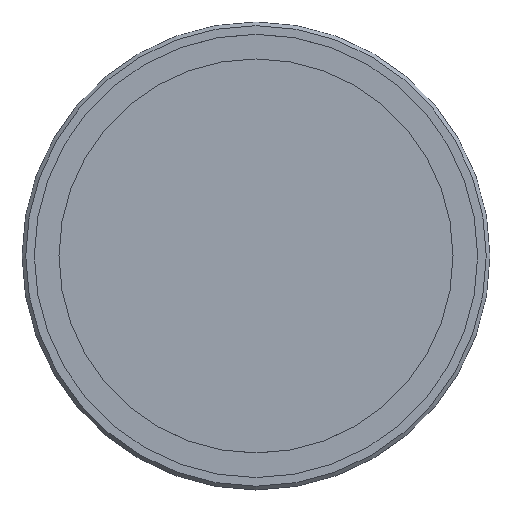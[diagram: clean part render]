
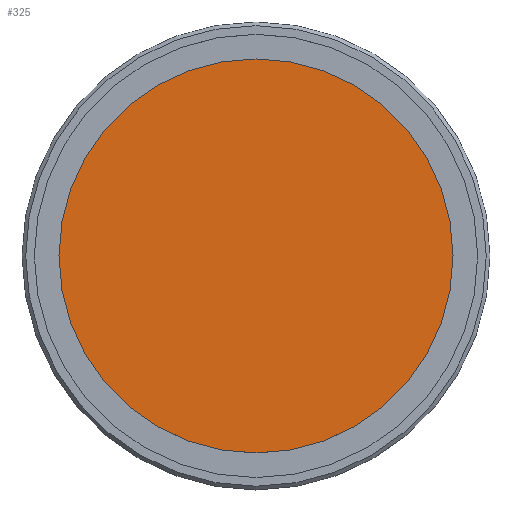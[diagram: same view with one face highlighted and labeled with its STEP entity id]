
A CAD part, top view. The second image highlights one B-rep face of the part: STEP entity #325.
In plain terms, the highlighted planar face has unit normal (0, 0, 1).
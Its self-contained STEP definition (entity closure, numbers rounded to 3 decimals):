
#9 = CARTESIAN_POINT ( 'NONE',  ( 0., 0., 12. ) ) ;
#50 = DIRECTION ( 'NONE',  ( 0., 0., 1. ) ) ;
#68 = DIRECTION ( 'NONE',  ( 0., 0., 1. ) ) ;
#76 = FACE_OUTER_BOUND ( 'NONE', #168, .T. ) ;
#115 = EDGE_CURVE ( 'NONE', #233, #233, #271, .T. ) ;
#125 = DIRECTION ( 'NONE',  ( 1., 0., 0. ) ) ;
#168 = EDGE_LOOP ( 'NONE', ( #326 ) ) ;
#188 = PLANE ( 'NONE',  #286 ) ;
#233 = VERTEX_POINT ( 'NONE', #267 ) ;
#261 = DIRECTION ( 'NONE',  ( 1., 0., 0. ) ) ;
#267 = CARTESIAN_POINT ( 'NONE',  ( 40., 0., 12. ) ) ;
#271 = CIRCLE ( 'NONE', #300, 40. ) ;
#286 = AXIS2_PLACEMENT_3D ( 'NONE', #9, #68, #125 ) ;
#300 = AXIS2_PLACEMENT_3D ( 'NONE', #342, #50, #261 ) ;
#325 = ADVANCED_FACE ( 'NONE', ( #76 ), #188, .T. ) ;
#326 = ORIENTED_EDGE ( 'NONE', *, *, #115, .T. ) ;
#342 = CARTESIAN_POINT ( 'NONE',  ( 0., 0., 12. ) ) ;
